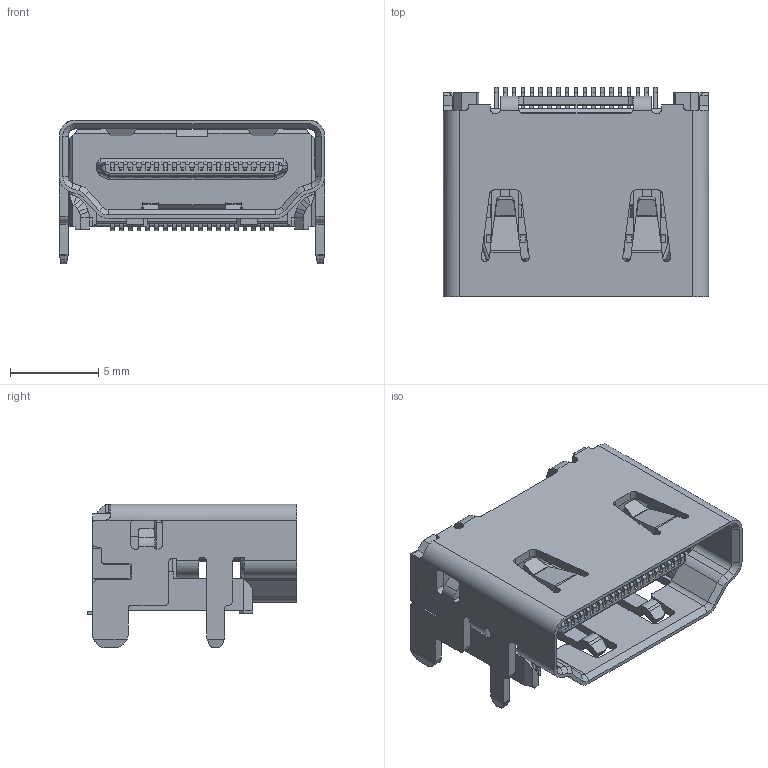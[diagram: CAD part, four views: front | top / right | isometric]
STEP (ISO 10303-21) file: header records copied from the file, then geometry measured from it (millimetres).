
FILE_DESCRIPTION(('CATIA V5 STEP Exchange','CAx-IF Rec.Pracs.--- Model Styling and Organization---1.5--- 2016-08-15','CAx-IF Rec.Pracs.---Supplemental Geometry---1.0---2011-11-01','CAx-IF Rec.Pracs.--- Composite Materials ---1.1---2010-07-15'),'2;1');
FILE_NAME ('2098253-1_0', '2024-09-27T11:41:19+00:00', ('none'), ('Weidmueller'), 'CATIA Version 5-6 Release 2022 SP4 HF5', 'CATIA V5 STEP AP214 v3', 'none');
FILE_SCHEMA(('AUTOMOTIVE_DESIGN { 1 0 10303 214 1 1 1 1 }'));
Length unit declared in the file: millimetre
Products named in the file (1): 3107650000
Bounding box: 15 x 11.87 x 8.13 mm (x, y, z)
Volume: 455.7 mm3; surface area: 1497.9 mm2
Topology: 1 solids, 1 shells, 1771 faces, 4993 edges, 3213 vertices
Faces by surface type: plane 1349, cylinder 364, cone 26, bspline 24, sphere 4, torus 4
Entity records: 53366 total; most frequent: CARTESIAN_POINT 11457, ORIENTED_EDGE 9982, DIRECTION 6330, EDGE_CURVE 4991, VECTOR 4114, LINE 4114, VERTEX_POINT 3213, EDGE_LOOP 1796
